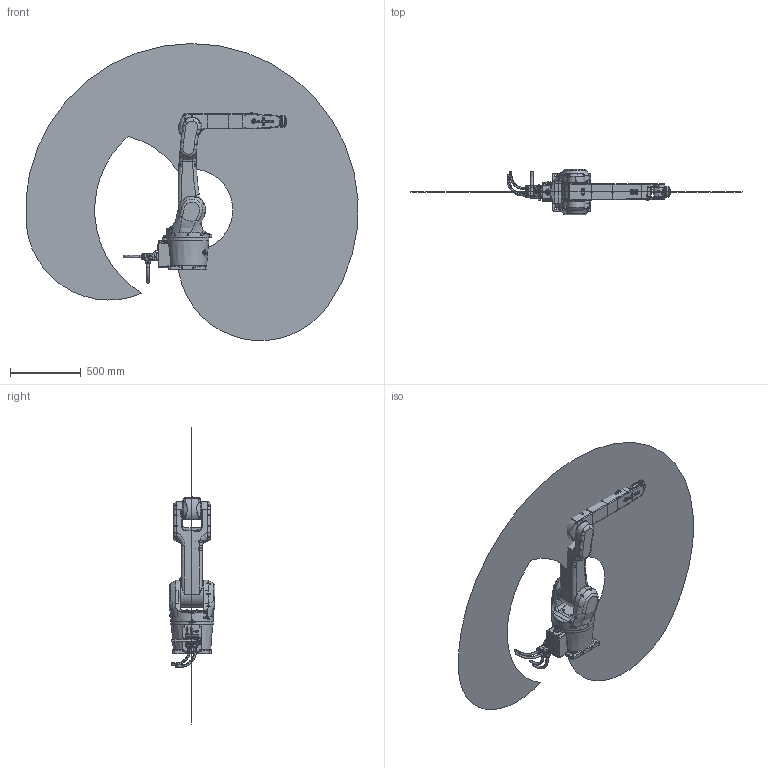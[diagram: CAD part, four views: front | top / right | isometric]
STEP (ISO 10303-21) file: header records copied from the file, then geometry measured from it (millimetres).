
FILE_DESCRIPTION (( 'STEP AP214' ), '1' );
FILE_NAME ('AX-10 R1206.STEP', '2024-03-25T03:25:36', ( '' ), ( '' ), 'SwSTEP 2.0', 'SolidWorks 2018', '' );
FILE_SCHEMA (( 'AUTOMOTIVE_DESIGN' ));
Length unit declared in the file: millimetre
Products named in the file (11): XB10 R1206(XBC3)_Models(2)^XB10 R1206(XBC3)_Models; XB7-xiaobiqian-Clogo^XB10 R1206(XBC3)_Models(2)_XB10 R1206(XBC3)_Models; XB7&12-shouwan-A^XB10 R1206(XBC3)_Models(2)_XB10 R1206(XBC3)_Models; XB7-3Dwork-A^XB10 R1206(XBC3)_Models(2)_XB10 R1206(XBC3)_Models; XB7-dabi-A^XB10 R1206(XBC3)_Models(2)_XB10 R1206(XBC3)_Models; XB7-shuchu-A^XB10 R1206(XBC3)_Models(2)_XB10 R1206(XBC3)_Models; AX-10 R1206; AUTECH恅趼LOGO - 萵掛; XB7-yao-A^XB10 R1206(XBC3)_Models(2)_XB10 R1206(XBC3)_Models; XB7&12-xiaobihou-A^XB10 R1206(XBC3)_Models(2)_XB10 R1206(XBC3)_Models; XB7-base-A^XB10 R1206(XBC3)_Models(2)_XB10 R1206(XBC3)_Models
Assembly tree (11 placements, depth 3):
  AX-10 R1206
    XB10 R1206(XBC3)_Models(2)^XB10 R1206(XBC3)_Models
      XB7-base-A^XB10 R1206(XBC3)_Models(2)_XB10 R1206(XBC3)_Models
      XB7-yao-A^XB10 R1206(XBC3)_Models(2)_XB10 R1206(XBC3)_Models
      XB7-dabi-A^XB10 R1206(XBC3)_Models(2)_XB10 R1206(XBC3)_Models
      XB7-xiaobiqian-Clogo^XB10 R1206(XBC3)_Models(2)_XB10 R1206(XBC3)_Models
      XB7&12-xiaobihou-A^XB10 R1206(XBC3)_Models(2)_XB10 R1206(XBC3)_Models
      XB7&12-shouwan-A^XB10 R1206(XBC3)_Models(2)_XB10 R1206(XBC3)_Models
      XB7-shuchu-A^XB10 R1206(XBC3)_Models(2)_XB10 R1206(XBC3)_Models
      XB7-3Dwork-A^XB10 R1206(XBC3)_Models(2)_XB10 R1206(XBC3)_Models
    AUTECH恅趼LOGO - 萵掛  x2
Bounding box: 2347.33 x 324 x 2099.22 mm (x, y, z)
Volume: 51737273.1 mm3; surface area: 5002537.4 mm2
Topology: 60 solids, 115 shells, 5040 faces, 11954 edges, 7195 vertices
Faces by surface type: plane 1625, cylinder 1396, bspline 933, cone 675, torus 355, sphere 56
Entity records: 231003 total; most frequent: CARTESIAN_POINT 124773, ORIENTED_EDGE 22738, DIRECTION 20493, EDGE_CURVE 11372, AXIS2_PLACEMENT_3D 8225, VERTEX_POINT 6980, EDGE_LOOP 5277, FACE_OUTER_BOUND 4908
